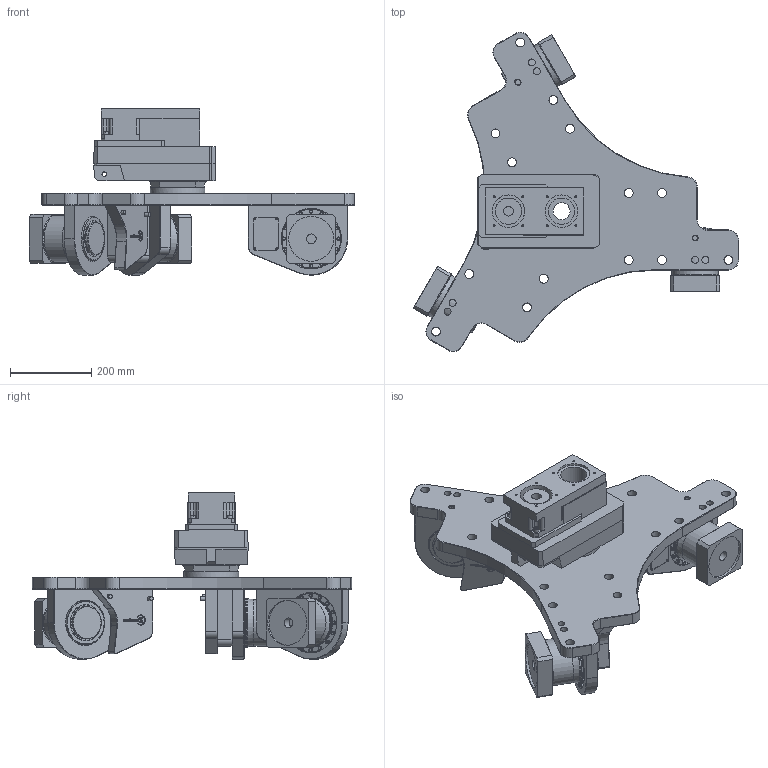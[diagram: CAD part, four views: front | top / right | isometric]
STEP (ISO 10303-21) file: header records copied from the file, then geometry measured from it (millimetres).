
FILE_DESCRIPTION(/* description */ (''),/* implementation_level */ '2;1');
FILE_NAME(/* name */ 'a00_base_gearboxes_ipt_62ba776d.STEP',/* time_stamp */ '2021-06-15T20:50:29+02:00',/* author */ ('belda'),/* organization */ (''),/* preprocessor_version */ 'ST-DEVELOPER v18.1',/* originating_system */ 'Autodesk Inventor 2021',/* authorisation */ '');
FILE_SCHEMA (('AUTOMOTIVE_DESIGN { 1 0 10303 214 3 1 1 }'));
Products named in the file (1): a00_base_gearboxes
Bounding box: 802.61 x 788.1 x 410.35 mm (x, y, z)
Volume: 23338556.9 mm3; surface area: 1562153.3 mm2
Topology: 1 solids, 13 shells, 1053 faces, 2375 edges, 1520 vertices
Faces by surface type: plane 515, cylinder 291, cone 100, torus 90, bspline 57
Full cylindrical faces by diameter (mm): 4.917 x8, 5 x4, 8.5 x48, 9.6 x3, 10 x3, 11 x1, 12 x1, 13 x2, 13.835 x9, 17.294 x6, 22 x15, 24 x4, 32 x1, 42 x1, 65 x2, 80 x5, 82 x1, 110 x6, 111 x3, 115 x3, 115.4 x3, 120 x6, 130 x1, 135 x1, 145 x3, 147 x3
Entity records: 43418 total; most frequent: CARTESIAN_POINT 18123, DIRECTION 5204, ORIENTED_EDGE 4734, EDGE_CURVE 2367, AXIS2_PLACEMENT_3D 1951, VERTEX_POINT 1520, LINE 1302, VECTOR 1302
